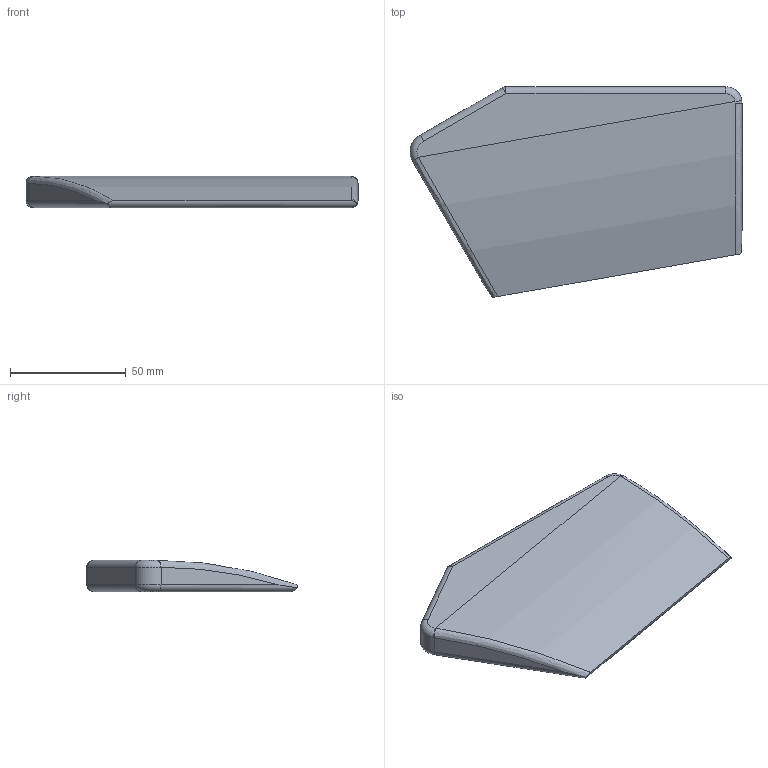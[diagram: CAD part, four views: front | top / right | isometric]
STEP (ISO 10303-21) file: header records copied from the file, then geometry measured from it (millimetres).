
FILE_DESCRIPTION(/* description */ (''),/* implementation_level */ '2;1');
FILE_NAME(/* name */ 'redox_right_wrist v1.step',/* time_stamp */ '2021-05-16T01:06:30-04:00',/* author */ (''),/* organization */ (''),/* preprocessor_version */ 'ST-DEVELOPER v18.1',/* originating_system */ 'Autodesk Translation Framework v10.6.0.1341',/* authorisation */ '');
FILE_SCHEMA (('AUTOMOTIVE_DESIGN { 1 0 10303 214 3 1 1 }'));
Length unit declared in the file: millimetre
Products named in the file (1): redox_right_wrist
Bounding box: 143.38 x 90.81 x 13.5 mm (x, y, z)
Volume: 113158.1 mm3; surface area: 24002.7 mm2
Topology: 1 solids, 1 shells, 27 faces, 61 edges, 34 vertices
Faces by surface type: cylinder 11, bspline 6, plane 6, torus 4
Entity records: 1096 total; most frequent: CARTESIAN_POINT 507, ORIENTED_EDGE 118, DIRECTION 109, EDGE_CURVE 59, AXIS2_PLACEMENT_3D 44, VERTEX_POINT 34, FACE_OUTER_BOUND 27, EDGE_LOOP 27
